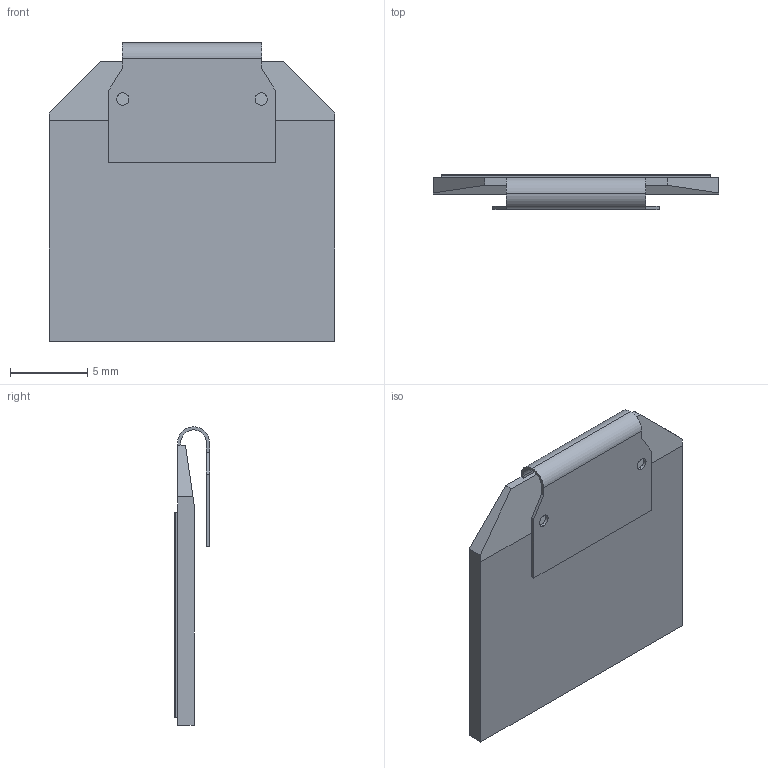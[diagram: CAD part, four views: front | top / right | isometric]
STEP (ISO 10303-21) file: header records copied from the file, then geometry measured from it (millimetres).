
FILE_DESCRIPTION (( 'STEP AP214' ), '1' );
FILE_NAME ('0.66渡_64x48_TOP_FPC掖醱擒燭掖啣1mm.STEP', '2022-05-03T17:17:46', ( '' ), ( '' ), 'SwSTEP 2.0', 'SolidWorks 2017', '' );
FILE_SCHEMA (( 'AUTOMOTIVE_DESIGN' ));
Length unit declared in the file: millimetre
Products named in the file (1): 0.66渡_64x48_TOP_FPC掖醱擒燭掖啣1mm
Bounding box: 18.46 x 2.27 x 19.3 mm (x, y, z)
Volume: 387.6 mm3; surface area: 1847.7 mm2
Topology: 3 solids, 3 shells, 44 faces, 111 edges, 74 vertices
Faces by surface type: plane 36, cylinder 8
Entity records: 1734 total; most frequent: CARTESIAN_POINT 230, ORIENTED_EDGE 222, DIRECTION 217, EDGE_CURVE 111, VECTOR 95, LINE 95, VERTEX_POINT 74, AXIS2_PLACEMENT_3D 61
